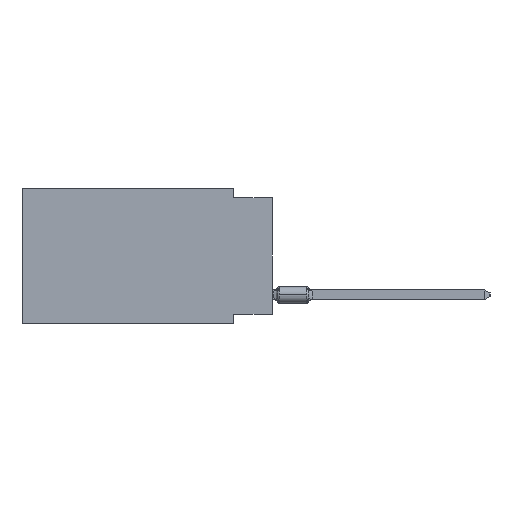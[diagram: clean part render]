
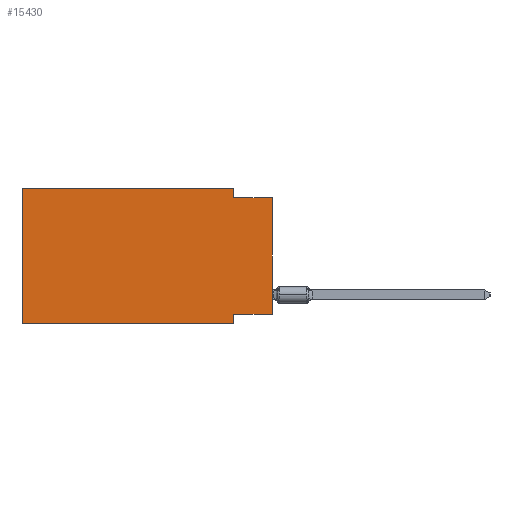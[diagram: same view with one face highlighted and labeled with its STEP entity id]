
A CAD part, left-side view. The second image highlights one B-rep face of the part: STEP entity #15430.
In plain terms, the highlighted planar face has unit normal (-1, 0, 0).
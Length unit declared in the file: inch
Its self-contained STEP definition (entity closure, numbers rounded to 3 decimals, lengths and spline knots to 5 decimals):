
#122 = VERTEX_POINT ( 'NONE', #12554 ) ;
#290 = DIRECTION ( 'NONE',  ( 0., 0., -1. ) ) ;
#538 = VECTOR ( 'NONE', #17720, 39.37008 ) ;
#703 = CARTESIAN_POINT ( 'NONE',  ( 0., 0.1, -0.325 ) ) ;
#707 = CARTESIAN_POINT ( 'NONE',  ( 0., 0.1, -0.35 ) ) ;
#888 = CARTESIAN_POINT ( 'NONE',  ( 0., 0.645, -0.35 ) ) ;
#1255 = LINE ( 'NONE', #11343, #12986 ) ;
#1258 = VECTOR ( 'NONE', #16671, 39.37008 ) ;
#1321 = VECTOR ( 'NONE', #1651, 39.37008 ) ;
#1567 = EDGE_CURVE ( 'NONE', #1884, #12684, #4789, .T. ) ;
#1651 = DIRECTION ( 'NONE',  ( 0., -1., 0. ) ) ;
#1884 = VERTEX_POINT ( 'NONE', #18460 ) ;
#2037 = LINE ( 'NONE', #8905, #7441 ) ;
#2915 = VERTEX_POINT ( 'NONE', #20108 ) ;
#3149 = EDGE_CURVE ( 'NONE', #13231, #2915, #19463, .T. ) ;
#3350 = ORIENTED_EDGE ( 'NONE', *, *, #16650, .F. ) ;
#3404 = DIRECTION ( 'NONE',  ( 1., 0., 0. ) ) ;
#4000 = PLANE ( 'NONE',  #11120 ) ;
#4141 = LINE ( 'NONE', #18952, #7824 ) ;
#4178 = EDGE_LOOP ( 'NONE', ( #6488, #3350, #20530, #4686, #20325, #7920, #5962, #21143 ) ) ;
#4686 = ORIENTED_EDGE ( 'NONE', *, *, #6676, .F. ) ;
#4789 = LINE ( 'NONE', #16972, #15050 ) ;
#4887 = CARTESIAN_POINT ( 'NONE',  ( 0., 0.1, 0. ) ) ;
#5126 = EDGE_CURVE ( 'NONE', #13231, #19369, #1255, .T. ) ;
#5962 = ORIENTED_EDGE ( 'NONE', *, *, #13787, .F. ) ;
#6090 = EDGE_CURVE ( 'NONE', #18791, #122, #2037, .T. ) ;
#6488 = ORIENTED_EDGE ( 'NONE', *, *, #18578, .T. ) ;
#6676 = EDGE_CURVE ( 'NONE', #2915, #18791, #9306, .T. ) ;
#6928 = DIRECTION ( 'NONE',  ( 0., 0., -1. ) ) ;
#7244 = DIRECTION ( 'NONE',  ( 0., 0., 1. ) ) ;
#7441 = VECTOR ( 'NONE', #12133, 39.37008 ) ;
#7824 = VECTOR ( 'NONE', #7244, 39.37008 ) ;
#7920 = ORIENTED_EDGE ( 'NONE', *, *, #5126, .T. ) ;
#8905 = CARTESIAN_POINT ( 'NONE',  ( 0., 0.1, 0. ) ) ;
#9306 = LINE ( 'NONE', #11529, #1321 ) ;
#9436 = CARTESIAN_POINT ( 'NONE',  ( 0., 0.1, -0.35 ) ) ;
#11120 = AXIS2_PLACEMENT_3D ( 'NONE', #16985, #3404, #290 ) ;
#11343 = CARTESIAN_POINT ( 'NONE',  ( 0., 0.645, -0.35 ) ) ;
#11529 = CARTESIAN_POINT ( 'NONE',  ( 0., 0.645, 0. ) ) ;
#12133 = DIRECTION ( 'NONE',  ( 0., 0., -1. ) ) ;
#12554 = CARTESIAN_POINT ( 'NONE',  ( 0., 0.1, -0.025 ) ) ;
#12684 = VERTEX_POINT ( 'NONE', #703 ) ;
#12986 = VECTOR ( 'NONE', #17896, 39.37008 ) ;
#12990 = CARTESIAN_POINT ( 'NONE',  ( 0., 0., -0.025 ) ) ;
#13231 = VERTEX_POINT ( 'NONE', #888 ) ;
#13787 = EDGE_CURVE ( 'NONE', #12684, #19369, #16906, .T. ) ;
#14659 = DIRECTION ( 'NONE',  ( 0., 1., 0. ) ) ;
#14707 = VERTEX_POINT ( 'NONE', #15140 ) ;
#15050 = VECTOR ( 'NONE', #14659, 39.37008 ) ;
#15140 = CARTESIAN_POINT ( 'NONE',  ( 0., 0., -0.025 ) ) ;
#15430 = ADVANCED_FACE ( 'NONE', ( #18109 ), #4000, .F. ) ;
#15539 = VECTOR ( 'NONE', #6928, 39.37008 ) ;
#16650 = EDGE_CURVE ( 'NONE', #122, #14707, #21140, .T. ) ;
#16671 = DIRECTION ( 'NONE',  ( 0., 0., 1. ) ) ;
#16906 = LINE ( 'NONE', #707, #15539 ) ;
#16972 = CARTESIAN_POINT ( 'NONE',  ( 0., 0., -0.325 ) ) ;
#16985 = CARTESIAN_POINT ( 'NONE',  ( 0., 0.645, 0. ) ) ;
#17720 = DIRECTION ( 'NONE',  ( 0., -1., 0. ) ) ;
#17896 = DIRECTION ( 'NONE',  ( 0., -1., 0. ) ) ;
#17971 = CARTESIAN_POINT ( 'NONE',  ( 0., 0.645, 0. ) ) ;
#18109 = FACE_OUTER_BOUND ( 'NONE', #4178, .T. ) ;
#18460 = CARTESIAN_POINT ( 'NONE',  ( 0., 0., -0.325 ) ) ;
#18578 = EDGE_CURVE ( 'NONE', #1884, #14707, #4141, .T. ) ;
#18791 = VERTEX_POINT ( 'NONE', #4887 ) ;
#18952 = CARTESIAN_POINT ( 'NONE',  ( 0., 0., 0. ) ) ;
#19369 = VERTEX_POINT ( 'NONE', #9436 ) ;
#19463 = LINE ( 'NONE', #17971, #1258 ) ;
#20108 = CARTESIAN_POINT ( 'NONE',  ( 0., 0.645, 0. ) ) ;
#20325 = ORIENTED_EDGE ( 'NONE', *, *, #3149, .F. ) ;
#20530 = ORIENTED_EDGE ( 'NONE', *, *, #6090, .F. ) ;
#21140 = LINE ( 'NONE', #12990, #538 ) ;
#21143 = ORIENTED_EDGE ( 'NONE', *, *, #1567, .F. ) ;
